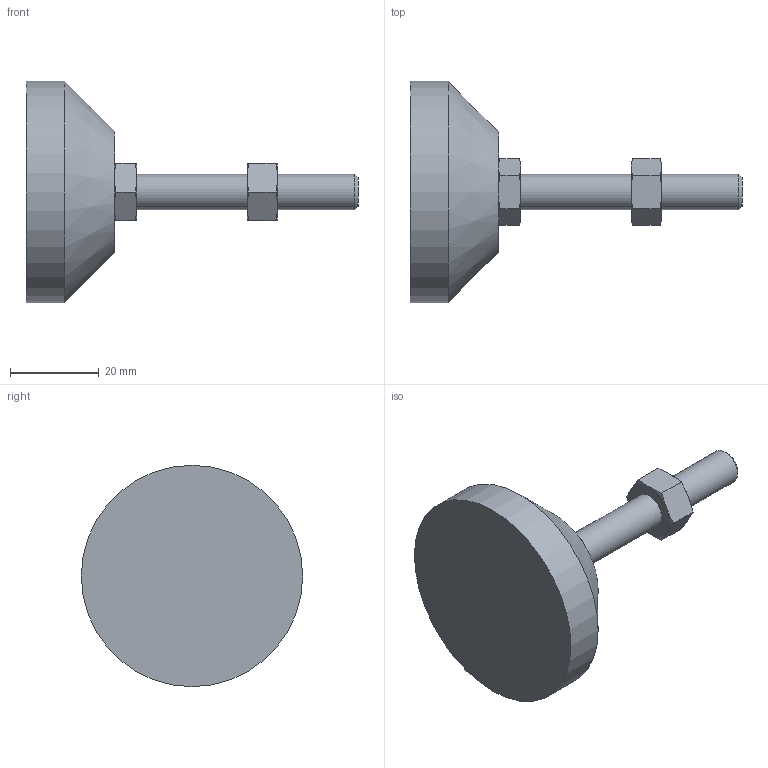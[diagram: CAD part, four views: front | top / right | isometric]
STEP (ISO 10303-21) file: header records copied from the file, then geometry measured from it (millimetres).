
FILE_DESCRIPTION( ( 'STEP AP214' ), ' ' );
FILE_NAME( 'SFN-50-M8-50-A.stp', '2019-07-11T00:59:05', ( '' ), ( '' ), ' ', 'PARTsolutions', ' ' );
FILE_SCHEMA( ( 'AUTOMOTIVE_DESIGN { 1 0 10303 214 1 1 1 1 }' ) );
Length unit declared in the file: millimetre
Products named in the file (1): _SFN-50-M8-50-A
Bounding box: 75 x 50 x 50 mm (x, y, z)
Volume: 34620.4 mm3; surface area: 7670.7 mm2
Topology: 1 solids, 1 shells, 47 faces, 98 edges, 57 vertices
Faces by surface type: cone 26, plane 18, cylinder 3
Full cylindrical faces by diameter (mm): 8 x2, 50 x1
Entity records: 1646 total; most frequent: CARTESIAN_POINT 356, ORIENTED_EDGE 184, DIRECTION 172, EDGE_CURVE 92, AXIS2_PLACEMENT_3D 80, EDGE_LOOP 56, VERTEX_POINT 56, FACE_OUTER_BOUND 50
